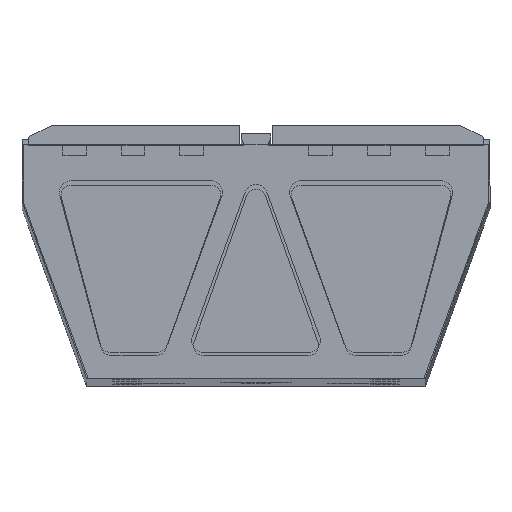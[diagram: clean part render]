
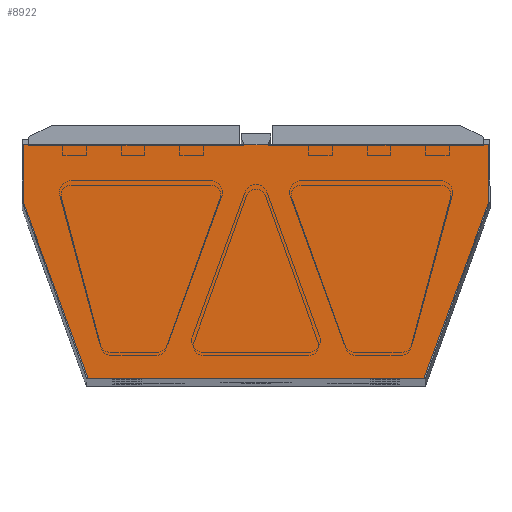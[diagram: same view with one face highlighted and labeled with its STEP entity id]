
A CAD part, top view. The second image highlights one B-rep face of the part: STEP entity #8922.
In plain terms, the highlighted planar face has unit normal (0, 0, 1).
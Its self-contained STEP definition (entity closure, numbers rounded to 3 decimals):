
#85 = CARTESIAN_POINT ( 'NONE',  ( 39.687, -12.366, 378. ) ) ;
#491 = VERTEX_POINT ( 'NONE', #8556 ) ;
#718 = DIRECTION ( 'NONE',  ( 0., 1., 0. ) ) ;
#1248 = DIRECTION ( 'NONE',  ( -0.345, 0.939, 0. ) ) ;
#1529 = DIRECTION ( 'NONE',  ( -0.345, -0.939, 0. ) ) ;
#1695 = EDGE_CURVE ( 'NONE', #8815, #2703, #2702, .T. ) ;
#2702 = LINE ( 'NONE', #11170, #12584 ) ;
#2703 = VERTEX_POINT ( 'NONE', #9455 ) ;
#2992 = CARTESIAN_POINT ( 'NONE',  ( -39.688, -2.266, 378. ) ) ;
#3013 = VECTOR ( 'NONE', #6501, 1000. ) ;
#3365 = ORIENTED_EDGE ( 'NONE', *, *, #4619, .F. ) ;
#3443 = VECTOR ( 'NONE', #6857, 1000. ) ;
#3595 = ORIENTED_EDGE ( 'NONE', *, *, #9295, .F. ) ;
#3913 = VECTOR ( 'NONE', #718, 1000. ) ;
#4265 = CARTESIAN_POINT ( 'NONE',  ( 39.687, -2.266, 378. ) ) ;
#4619 = EDGE_CURVE ( 'NONE', #12489, #8815, #8789, .T. ) ;
#5698 = DIRECTION ( 'NONE',  ( 1., 0., 0. ) ) ;
#5709 = ORIENTED_EDGE ( 'NONE', *, *, #7521, .F. ) ;
#5725 = EDGE_LOOP ( 'NONE', ( #5709, #14073, #3365, #11231, #11201, #3595 ) ) ;
#5860 = CARTESIAN_POINT ( 'NONE',  ( -39.688, -42.266, 378. ) ) ;
#6501 = DIRECTION ( 'NONE',  ( -1., 0., 0. ) ) ;
#6807 = VECTOR ( 'NONE', #13116, 1000. ) ;
#6857 = DIRECTION ( 'NONE',  ( 1., 0., 0. ) ) ;
#7017 = LINE ( 'NONE', #15556, #3443 ) ;
#7521 = EDGE_CURVE ( 'NONE', #2703, #15380, #15358, .T. ) ;
#7676 = CARTESIAN_POINT ( 'NONE',  ( -39.688, -2.266, 378. ) ) ;
#7725 = CARTESIAN_POINT ( 'NONE',  ( -28.688, -42.266, 378. ) ) ;
#8160 = CARTESIAN_POINT ( 'NONE',  ( 39.687, -2.266, 378. ) ) ;
#8556 = CARTESIAN_POINT ( 'NONE',  ( 39.687, -12.366, 378. ) ) ;
#8789 = LINE ( 'NONE', #7725, #3013 ) ;
#8815 = VERTEX_POINT ( 'NONE', #12786 ) ;
#8922 = ADVANCED_FACE ( 'NONE', ( #15704 ), #13345, .T. ) ;
#9295 = EDGE_CURVE ( 'NONE', #15380, #9343, #7017, .T. ) ;
#9343 = VERTEX_POINT ( 'NONE', #4265 ) ;
#9368 = EDGE_CURVE ( 'NONE', #9343, #491, #13039, .T. ) ;
#9455 = CARTESIAN_POINT ( 'NONE',  ( -39.688, -12.366, 378. ) ) ;
#11170 = CARTESIAN_POINT ( 'NONE',  ( -28.688, -42.266, 378. ) ) ;
#11201 = ORIENTED_EDGE ( 'NONE', *, *, #9368, .F. ) ;
#11231 = ORIENTED_EDGE ( 'NONE', *, *, #11356, .F. ) ;
#11356 = EDGE_CURVE ( 'NONE', #491, #12489, #12427, .T. ) ;
#11799 = DIRECTION ( 'NONE',  ( 0., 0., 1. ) ) ;
#11996 = AXIS2_PLACEMENT_3D ( 'NONE', #5860, #11799, #5698 ) ;
#12427 = LINE ( 'NONE', #85, #14514 ) ;
#12489 = VERTEX_POINT ( 'NONE', #12665 ) ;
#12584 = VECTOR ( 'NONE', #1248, 1000. ) ;
#12665 = CARTESIAN_POINT ( 'NONE',  ( 28.687, -42.266, 378. ) ) ;
#12786 = CARTESIAN_POINT ( 'NONE',  ( -28.688, -42.266, 378. ) ) ;
#13039 = LINE ( 'NONE', #8160, #6807 ) ;
#13116 = DIRECTION ( 'NONE',  ( 0., -1., 0. ) ) ;
#13345 = PLANE ( 'NONE',  #11996 ) ;
#14073 = ORIENTED_EDGE ( 'NONE', *, *, #1695, .F. ) ;
#14514 = VECTOR ( 'NONE', #1529, 1000. ) ;
#15358 = LINE ( 'NONE', #2992, #3913 ) ;
#15380 = VERTEX_POINT ( 'NONE', #7676 ) ;
#15556 = CARTESIAN_POINT ( 'NONE',  ( 39.687, -2.266, 378. ) ) ;
#15704 = FACE_OUTER_BOUND ( 'NONE', #5725, .T. ) ;
